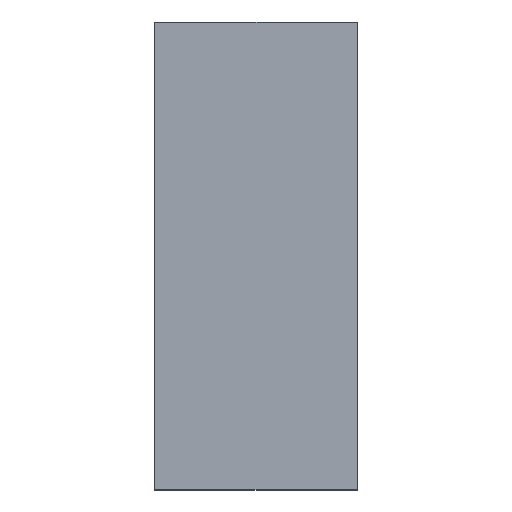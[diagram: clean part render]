
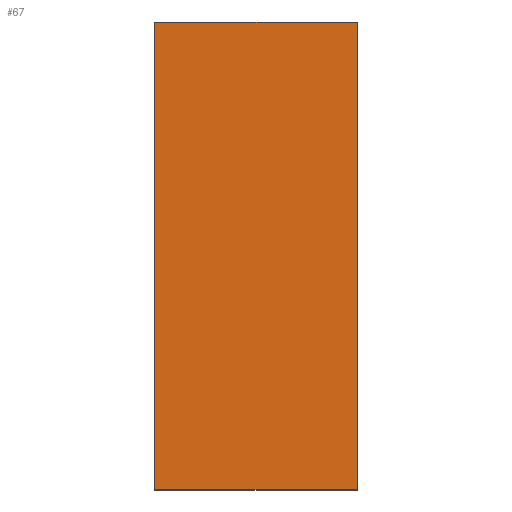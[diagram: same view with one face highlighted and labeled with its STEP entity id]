
A CAD part, top view. The second image highlights one B-rep face of the part: STEP entity #67.
In plain terms, the highlighted planar face has unit normal (0, 0, 1).
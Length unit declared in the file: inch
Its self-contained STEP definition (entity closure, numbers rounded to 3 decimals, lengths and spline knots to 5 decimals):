
#5 = ORIENTED_EDGE ( 'NONE', *, *, #191, .T. ) ;
#9 = CARTESIAN_POINT ( 'NONE',  ( -0.33465, 0.775, 0.003 ) ) ;
#20 = EDGE_CURVE ( 'NONE', #208, #56, #147, .T. ) ;
#22 = CARTESIAN_POINT ( 'NONE',  ( 0.33465, 0.775, 0.003 ) ) ;
#26 = VECTOR ( 'NONE', #99, 39.37008 ) ;
#40 = CARTESIAN_POINT ( 'NONE',  ( -0.33465, -0.775, 0.003 ) ) ;
#45 = VECTOR ( 'NONE', #121, 39.37008 ) ;
#46 = DIRECTION ( 'NONE',  ( -1., 0., 0. ) ) ;
#49 = VERTEX_POINT ( 'NONE', #22 ) ;
#55 = AXIS2_PLACEMENT_3D ( 'NONE', #83, #168, #201 ) ;
#56 = VERTEX_POINT ( 'NONE', #60 ) ;
#59 = PLANE ( 'NONE',  #55 ) ;
#60 = CARTESIAN_POINT ( 'NONE',  ( -0.33465, -0.775, 0.003 ) ) ;
#65 = CARTESIAN_POINT ( 'NONE',  ( 0.33465, -0.775, 0.003 ) ) ;
#67 = ADVANCED_FACE ( 'NONE', ( #93 ), #59, .F. ) ;
#73 = LINE ( 'NONE', #172, #146 ) ;
#80 = LINE ( 'NONE', #9, #101 ) ;
#83 = CARTESIAN_POINT ( 'NONE',  ( 0., 0., 0.003 ) ) ;
#89 = LINE ( 'NONE', #65, #26 ) ;
#93 = FACE_OUTER_BOUND ( 'NONE', #110, .T. ) ;
#94 = VERTEX_POINT ( 'NONE', #109 ) ;
#99 = DIRECTION ( 'NONE',  ( 0., 1., 0. ) ) ;
#101 = VECTOR ( 'NONE', #46, 39.37008 ) ;
#109 = CARTESIAN_POINT ( 'NONE',  ( 0.33465, -0.775, 0.003 ) ) ;
#110 = EDGE_LOOP ( 'NONE', ( #5, #117, #127, #132 ) ) ;
#117 = ORIENTED_EDGE ( 'NONE', *, *, #160, .T. ) ;
#121 = DIRECTION ( 'NONE',  ( 0., -1., 0. ) ) ;
#127 = ORIENTED_EDGE ( 'NONE', *, *, #20, .T. ) ;
#132 = ORIENTED_EDGE ( 'NONE', *, *, #181, .T. ) ;
#146 = VECTOR ( 'NONE', #189, 39.37008 ) ;
#147 = LINE ( 'NONE', #40, #45 ) ;
#152 = CARTESIAN_POINT ( 'NONE',  ( -0.33465, 0.775, 0.003 ) ) ;
#160 = EDGE_CURVE ( 'NONE', #49, #208, #80, .T. ) ;
#168 = DIRECTION ( 'NONE',  ( 0., 0., -1. ) ) ;
#172 = CARTESIAN_POINT ( 'NONE',  ( -0.33465, -0.775, 0.003 ) ) ;
#181 = EDGE_CURVE ( 'NONE', #56, #94, #73, .T. ) ;
#189 = DIRECTION ( 'NONE',  ( 1., 0., 0. ) ) ;
#191 = EDGE_CURVE ( 'NONE', #94, #49, #89, .T. ) ;
#201 = DIRECTION ( 'NONE',  ( -1., 0., 0. ) ) ;
#208 = VERTEX_POINT ( 'NONE', #152 ) ;
